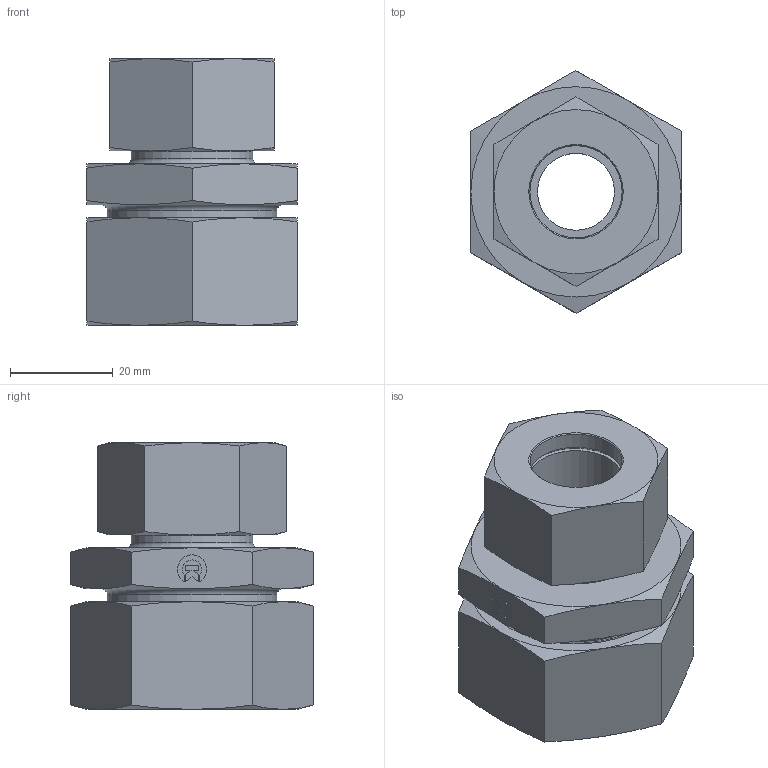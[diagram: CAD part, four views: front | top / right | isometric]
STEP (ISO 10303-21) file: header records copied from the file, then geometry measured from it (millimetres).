
FILE_DESCRIPTION((''),'2;1');
FILE_NAME('32428183626.stp','2014-08-15T16:19:07',(''),('KNOMI spol. s r. o.'),'Autodesk Inventor 2012','Autodesk Inventor 2012','');
FILE_SCHEMA(('AUTOMOTIVE_DESIGN { 1 2 10303 214 0 1 1 1 }'));
Length unit declared in the file: millimetre
Products named in the file (6): PSR2K 28/18L M36x2/M26; 314 2818 3626; 3911826; 40118; 3912836; 40128
Assembly tree (5 placements, depth 2):
  PSR2K 28/18L M36x2/M26
    314 2818 3626
    3911826
    40118
    3912836
    40128
Bounding box: 41.01 x 47.34 x 52 mm (x, y, z)
Volume: 42466.2 mm3; surface area: 22808.5 mm2
Topology: 5 solids, 5 shells, 147 faces, 340 edges, 219 vertices
Faces by surface type: plane 62, cone 57, cylinder 22, torus 6
Full cylindrical faces by diameter (mm): 15 x1, 18 x3, 20.3 x1, 23 x1, 23.7 x1, 24 x1, 24.376 x1, 26 x1, 28 x3, 30.3 x1, 33 x2, 33.835 x1, 36 x1
Entity records: 4077 total; most frequent: CARTESIAN_POINT 782, DIRECTION 626, ORIENTED_EDGE 548, EDGE_CURVE 274, AXIS2_PLACEMENT_3D 258, EDGE_LOOP 210, VERTEX_POINT 190, STYLED_ITEM 160
